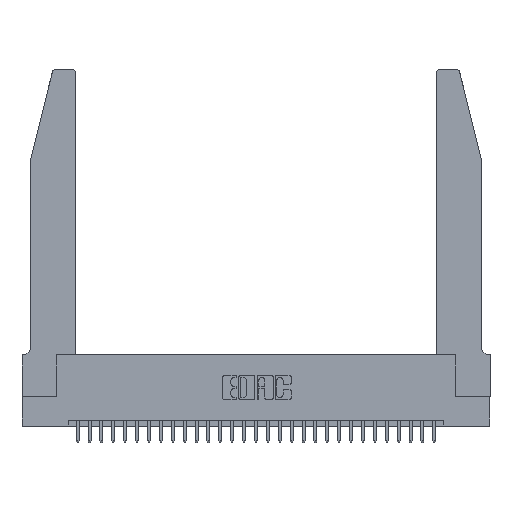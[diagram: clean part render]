
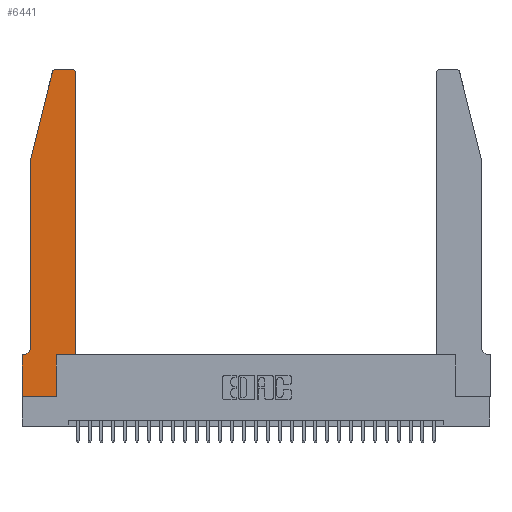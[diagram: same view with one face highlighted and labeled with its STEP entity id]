
A CAD part, top view. The second image highlights one B-rep face of the part: STEP entity #6441.
In plain terms, the highlighted planar face has unit normal (0, 0, 1).
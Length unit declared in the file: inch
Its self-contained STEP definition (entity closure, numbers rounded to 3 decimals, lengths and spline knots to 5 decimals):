
#221 = AXIS2_PLACEMENT_3D ( 'NONE', #6388, #6292, #13443 ) ;
#817 = LINE ( 'NONE', #8210, #6327 ) ;
#1035 = PLANE ( 'NONE',  #5606 ) ;
#1156 = EDGE_CURVE ( 'NONE', #11974, #4716, #15457, .T. ) ;
#1169 = ORIENTED_EDGE ( 'NONE', *, *, #16800, .T. ) ;
#1314 = LINE ( 'NONE', #13854, #4252 ) ;
#2100 = ORIENTED_EDGE ( 'NONE', *, *, #26644, .T. ) ;
#2179 = VECTOR ( 'NONE', #5859, 39.37008 ) ;
#2547 = DIRECTION ( 'NONE',  ( 0., -1., 0. ) ) ;
#2730 = VERTEX_POINT ( 'NONE', #4548 ) ;
#2977 = CARTESIAN_POINT ( 'NONE',  ( 0.2865, 0.35, 0.37 ) ) ;
#2997 = CARTESIAN_POINT ( 'NONE',  ( 0.0055, 0.35, 0.37 ) ) ;
#3436 = ORIENTED_EDGE ( 'NONE', *, *, #11786, .T. ) ;
#4216 = EDGE_LOOP ( 'NONE', ( #10399, #1169, #27978, #25414, #3436, #26729, #13372, #16531, #11591, #20959, #24689, #2100 ) ) ;
#4252 = VECTOR ( 'NONE', #11357, 39.37008 ) ;
#4488 = LINE ( 'NONE', #25802, #12229 ) ;
#4548 = CARTESIAN_POINT ( 'NONE',  ( 0.25487, 2.72718, 0.37 ) ) ;
#4716 = VERTEX_POINT ( 'NONE', #6121 ) ;
#4886 = DIRECTION ( 'NONE',  ( 0., 0., 1. ) ) ;
#5446 = LINE ( 'NONE', #17765, #2179 ) ;
#5606 = AXIS2_PLACEMENT_3D ( 'NONE', #12599, #22321, #5869 ) ;
#5727 = CARTESIAN_POINT ( 'NONE',  ( 0., 0., 0.37 ) ) ;
#5859 = DIRECTION ( 'NONE',  ( 0., 1., 0. ) ) ;
#5869 = DIRECTION ( 'NONE',  ( 1., 0., 0. ) ) ;
#6121 = CARTESIAN_POINT ( 'NONE',  ( 0.2865, 0., 0.37 ) ) ;
#6292 = DIRECTION ( 'NONE',  ( 0., 0., 1. ) ) ;
#6293 = AXIS2_PLACEMENT_3D ( 'NONE', #29541, #8547, #20463 ) ;
#6327 = VECTOR ( 'NONE', #12422, 39.37008 ) ;
#6388 = CARTESIAN_POINT ( 'NONE',  ( 0.284, 2.72, 0.37 ) ) ;
#6441 = ADVANCED_FACE ( 'NONE', ( #29411 ), #1035, .T. ) ;
#6511 = CARTESIAN_POINT ( 'NONE',  ( 0.4505, 0.35, 0.37 ) ) ;
#6647 = DIRECTION ( 'NONE',  ( -1., 0., 0. ) ) ;
#7419 = VERTEX_POINT ( 'NONE', #15682 ) ;
#8210 = CARTESIAN_POINT ( 'NONE',  ( 0.2605, 2.75, 0.37 ) ) ;
#8547 = DIRECTION ( 'NONE',  ( 0., 0., -1. ) ) ;
#10399 = ORIENTED_EDGE ( 'NONE', *, *, #21746, .T. ) ;
#11107 = EDGE_CURVE ( 'NONE', #18554, #14198, #25835, .T. ) ;
#11357 = DIRECTION ( 'NONE',  ( 0., 1., 0. ) ) ;
#11459 = EDGE_CURVE ( 'NONE', #4716, #18554, #5446, .T. ) ;
#11591 = ORIENTED_EDGE ( 'NONE', *, *, #11459, .T. ) ;
#11707 = CARTESIAN_POINT ( 'NONE',  ( 0.0755, 2., 0.37 ) ) ;
#11786 = EDGE_CURVE ( 'NONE', #15356, #28165, #15448, .T. ) ;
#11974 = VERTEX_POINT ( 'NONE', #22654 ) ;
#12103 = DIRECTION ( 'NONE',  ( 1., 0., 0. ) ) ;
#12138 = VERTEX_POINT ( 'NONE', #13972 ) ;
#12229 = VECTOR ( 'NONE', #21090, 39.37008 ) ;
#12422 = DIRECTION ( 'NONE',  ( -1., 0., 0. ) ) ;
#12469 = LINE ( 'NONE', #20855, #27275 ) ;
#12599 = CARTESIAN_POINT ( 'NONE',  ( 0., 0.35, 0.37 ) ) ;
#12797 = VECTOR ( 'NONE', #2547, 39.37008 ) ;
#13372 = ORIENTED_EDGE ( 'NONE', *, *, #28729, .T. ) ;
#13443 = DIRECTION ( 'NONE',  ( 1., 0., 0. ) ) ;
#13542 = CARTESIAN_POINT ( 'NONE',  ( 0.284, 2.75, 0.37 ) ) ;
#13854 = CARTESIAN_POINT ( 'NONE',  ( 0.4505, 0.35, 0.37 ) ) ;
#13972 = CARTESIAN_POINT ( 'NONE',  ( 0., 0.35, 0.37 ) ) ;
#14194 = VERTEX_POINT ( 'NONE', #25556 ) ;
#14198 = VERTEX_POINT ( 'NONE', #6511 ) ;
#14296 = CARTESIAN_POINT ( 'NONE',  ( 0.4205, 2.72, 0.37 ) ) ;
#15062 = DIRECTION ( 'NONE',  ( 0., -1., 0. ) ) ;
#15356 = VERTEX_POINT ( 'NONE', #24634 ) ;
#15448 = CIRCLE ( 'NONE', #6293, 0.07 ) ;
#15457 = LINE ( 'NONE', #26104, #27270 ) ;
#15682 = CARTESIAN_POINT ( 'NONE',  ( 0.0755, 2., 0.37 ) ) ;
#16306 = VECTOR ( 'NONE', #16544, 39.37008 ) ;
#16531 = ORIENTED_EDGE ( 'NONE', *, *, #1156, .T. ) ;
#16544 = DIRECTION ( 'NONE',  ( 1., 0., 0. ) ) ;
#16572 = CIRCLE ( 'NONE', #22996, 0.03 ) ;
#16800 = EDGE_CURVE ( 'NONE', #17892, #2730, #28793, .T. ) ;
#16945 = EDGE_CURVE ( 'NONE', #28165, #12138, #12469, .T. ) ;
#17765 = CARTESIAN_POINT ( 'NONE',  ( 0.2865, 0.35, 0.37 ) ) ;
#17892 = VERTEX_POINT ( 'NONE', #13542 ) ;
#18554 = VERTEX_POINT ( 'NONE', #2977 ) ;
#18649 = EDGE_CURVE ( 'NONE', #2730, #7419, #4488, .T. ) ;
#20463 = DIRECTION ( 'NONE',  ( -1., 0., 0. ) ) ;
#20834 = VERTEX_POINT ( 'NONE', #21347 ) ;
#20855 = CARTESIAN_POINT ( 'NONE',  ( 0.0755, 0.35, 0.37 ) ) ;
#20901 = CARTESIAN_POINT ( 'NONE',  ( 0.4505, 0.35, 0.37 ) ) ;
#20959 = ORIENTED_EDGE ( 'NONE', *, *, #11107, .T. ) ;
#21090 = DIRECTION ( 'NONE',  ( -0.239, -0.971, 0. ) ) ;
#21112 = DIRECTION ( 'NONE',  ( 1., 0., 0. ) ) ;
#21347 = CARTESIAN_POINT ( 'NONE',  ( 0.4205, 2.75, 0.37 ) ) ;
#21746 = EDGE_CURVE ( 'NONE', #20834, #17892, #817, .T. ) ;
#22321 = DIRECTION ( 'NONE',  ( 0., 0., 1. ) ) ;
#22654 = CARTESIAN_POINT ( 'NONE',  ( 0., 0., 0.37 ) ) ;
#22716 = VECTOR ( 'NONE', #15062, 39.37008 ) ;
#22996 = AXIS2_PLACEMENT_3D ( 'NONE', #14296, #4886, #12103 ) ;
#24189 = LINE ( 'NONE', #5727, #22716 ) ;
#24254 = LINE ( 'NONE', #11707, #12797 ) ;
#24634 = CARTESIAN_POINT ( 'NONE',  ( 0.0755, 0.42, 0.37 ) ) ;
#24689 = ORIENTED_EDGE ( 'NONE', *, *, #30558, .T. ) ;
#25414 = ORIENTED_EDGE ( 'NONE', *, *, #27451, .T. ) ;
#25556 = CARTESIAN_POINT ( 'NONE',  ( 0.4505, 2.72, 0.37 ) ) ;
#25802 = CARTESIAN_POINT ( 'NONE',  ( 0.0755, 2., 0.37 ) ) ;
#25835 = LINE ( 'NONE', #20901, #16306 ) ;
#26104 = CARTESIAN_POINT ( 'NONE',  ( 0., 0., 0.37 ) ) ;
#26644 = EDGE_CURVE ( 'NONE', #14194, #20834, #16572, .T. ) ;
#26729 = ORIENTED_EDGE ( 'NONE', *, *, #16945, .T. ) ;
#27270 = VECTOR ( 'NONE', #21112, 39.37008 ) ;
#27275 = VECTOR ( 'NONE', #6647, 39.37008 ) ;
#27451 = EDGE_CURVE ( 'NONE', #7419, #15356, #24254, .T. ) ;
#27978 = ORIENTED_EDGE ( 'NONE', *, *, #18649, .T. ) ;
#28165 = VERTEX_POINT ( 'NONE', #2997 ) ;
#28729 = EDGE_CURVE ( 'NONE', #12138, #11974, #24189, .T. ) ;
#28793 = CIRCLE ( 'NONE', #221, 0.03 ) ;
#29411 = FACE_OUTER_BOUND ( 'NONE', #4216, .T. ) ;
#29541 = CARTESIAN_POINT ( 'NONE',  ( 0.0055, 0.42, 0.37 ) ) ;
#30558 = EDGE_CURVE ( 'NONE', #14198, #14194, #1314, .T. ) ;
